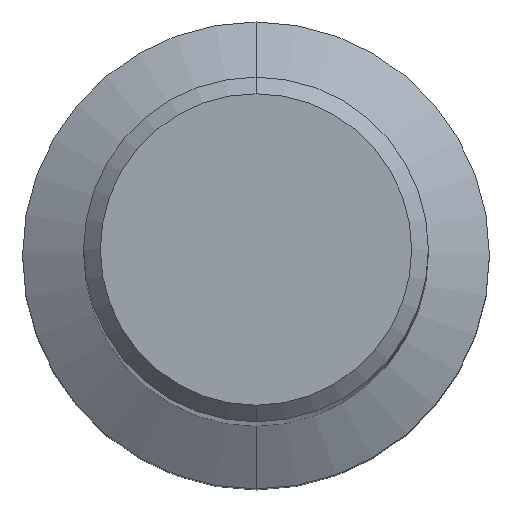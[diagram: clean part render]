
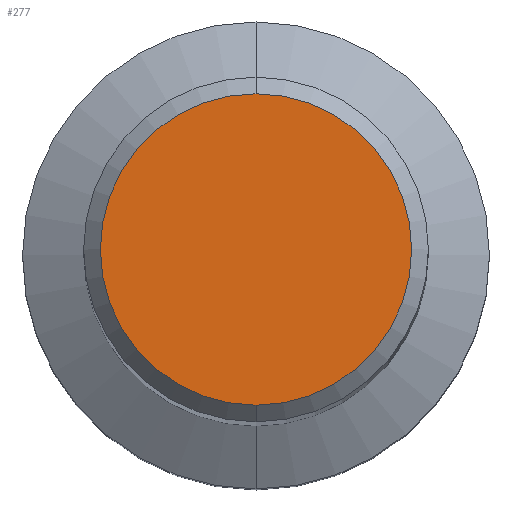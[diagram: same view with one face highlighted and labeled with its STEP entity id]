
A CAD part, top view. The second image highlights one B-rep face of the part: STEP entity #277.
In plain terms, the highlighted planar face has unit normal (0, 0, 1).
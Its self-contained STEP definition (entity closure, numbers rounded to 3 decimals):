
#273=VERTEX_POINT('',#665);
#277=ADVANCED_FACE('',(#669),#670,.T.);
#293=VERTEX_POINT('',#686);
#337=EDGE_CURVE('',#273,#293,#737,.T.);
#339=EDGE_CURVE('',#293,#273,#739,.T.);
#665=CARTESIAN_POINT('',(0.,-3.705,0.0));
#669=FACE_OUTER_BOUND('',#1122,.T.);
#670=PLANE('',#1123);
#686=CARTESIAN_POINT('',(0.0,3.705,0.0));
#737=CIRCLE('',#1301,3.705);
#739=CIRCLE('',#1304,3.705);
#1122=EDGE_LOOP('',(#1849,#1850));
#1123=AXIS2_PLACEMENT_3D('',#1851,#1852,#1853);
#1301=AXIS2_PLACEMENT_3D('',#1930,#1931,#1932);
#1304=AXIS2_PLACEMENT_3D('',#1933,#1934,#1935);
#1849=ORIENTED_EDGE('',*,*,#339,.F.);
#1850=ORIENTED_EDGE('',*,*,#337,.F.);
#1851=CARTESIAN_POINT('',(0.0,1.853,0.0));
#1852=DIRECTION('',(-0.0,0.0,1.0));
#1853=DIRECTION('',(0.0,-1.0,0.0));
#1930=CARTESIAN_POINT('',(0.0,0.0,0.0));
#1931=DIRECTION('',(0.0,0.0,-1.0));
#1932=DIRECTION('',(0.0,1.0,0.0));
#1933=CARTESIAN_POINT('',(0.0,0.0,0.0));
#1934=DIRECTION('',(0.0,0.0,-1.0));
#1935=DIRECTION('',(0.0,1.0,0.0));
